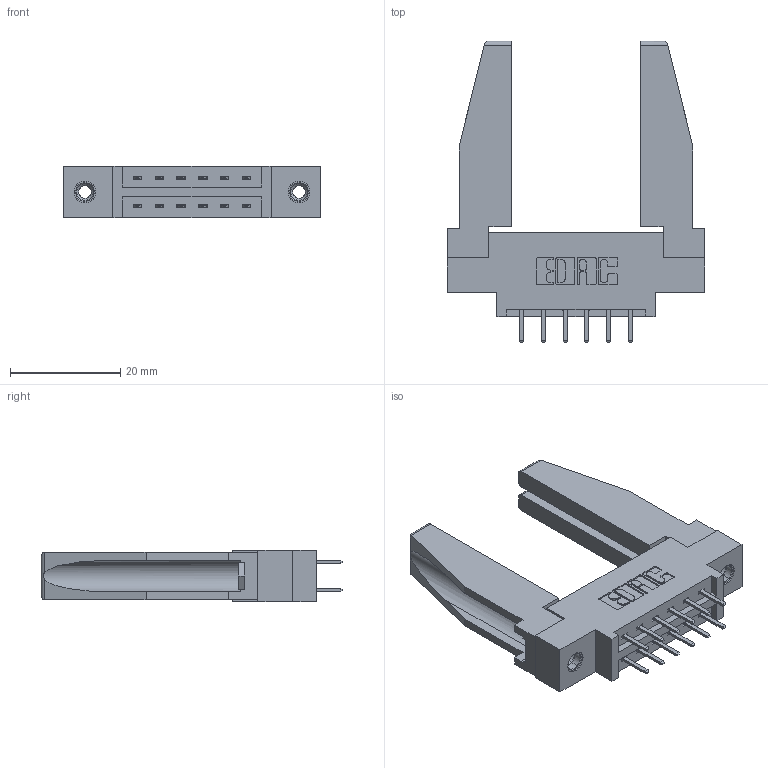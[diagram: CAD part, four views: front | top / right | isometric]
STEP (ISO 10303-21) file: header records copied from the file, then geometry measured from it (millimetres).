
FILE_DESCRIPTION (( 'STEP AP203' ), '1' );
FILE_NAME ('337-012-520-878.STEP', '2019-10-10T15:44:41', ( '' ), ( '' ), 'SwSTEP 2.0', 'SolidWorks 2016', '' );
FILE_SCHEMA (( 'CONFIG_CONTROL_DESIGN' ));
Length unit declared in the file: inch
Products named in the file (5): 337 Part_0.170 Offset - 0.156 Dia-TI; 345-250-001_345-250-001-102; 307-220-078; 345-292-001_345-293-120; 337-012-520-878
Assembly tree (17 placements, depth 2):
  337-012-520-878
    337 Part_0.170 Offset - 0.156 Dia-TI
    345-292-001_345-293-120  x12
    345-250-001_345-250-001-102  x2
    307-220-078  x2
Bounding box: 46.79 x 54.82 x 9.4 mm (x, y, z)
Volume: 8322.1 mm3; surface area: 8467.3 mm2
Topology: 17 solids, 17 shells, 944 faces, 2681 edges, 1746 vertices
Faces by surface type: plane 638, cylinder 290, cone 12, torus 4
Entity records: 11994 total; most frequent: CARTESIAN_POINT 2064, ORIENTED_EDGE 1944, DIRECTION 1816, EDGE_CURVE 972, LINE 802, VECTOR 802, VERTEX_POINT 640, AXIS2_PLACEMENT_3D 507
